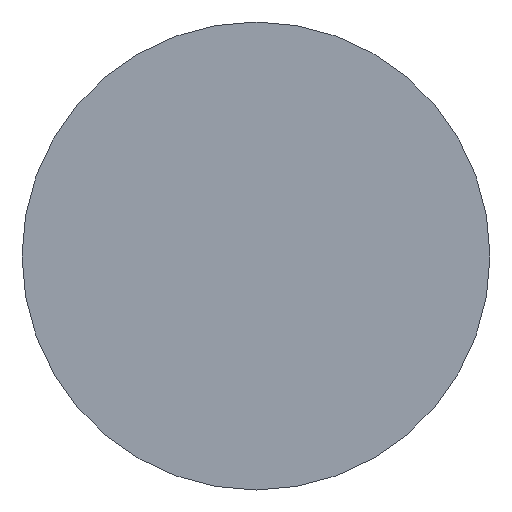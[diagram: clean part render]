
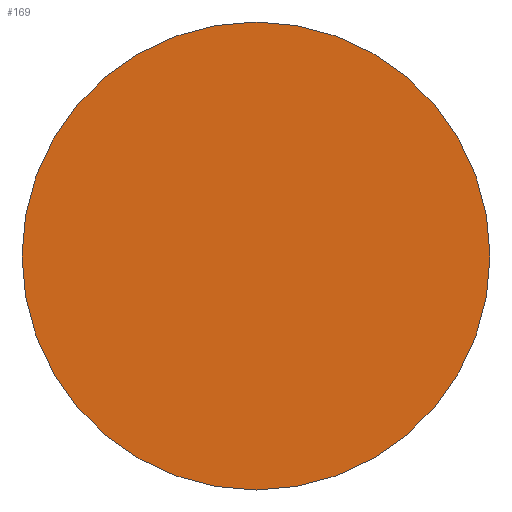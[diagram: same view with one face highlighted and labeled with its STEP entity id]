
A CAD part, left-side view. The second image highlights one B-rep face of the part: STEP entity #169.
In plain terms, the highlighted planar face has unit normal (-1, 0, 0).
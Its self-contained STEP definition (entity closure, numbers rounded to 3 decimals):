
#4 = CARTESIAN_POINT ( 'NONE',  ( -56., 0., -10. ) ) ;
#8 = FACE_OUTER_BOUND ( 'NONE', #144, .T. ) ;
#10 = CARTESIAN_POINT ( 'NONE',  ( -56., 0., 0. ) ) ;
#16 = EDGE_CURVE ( 'NONE', #214, #80, #149, .T. ) ;
#20 = AXIS2_PLACEMENT_3D ( 'NONE', #127, #261, #206 ) ;
#51 = CARTESIAN_POINT ( 'NONE',  ( -56., 0., 10. ) ) ;
#80 = VERTEX_POINT ( 'NONE', #4 ) ;
#90 = AXIS2_PLACEMENT_3D ( 'NONE', #10, #270, #107 ) ;
#107 = DIRECTION ( 'NONE',  ( 0., 0., -1. ) ) ;
#126 = DIRECTION ( 'NONE',  ( 0., 0., -1. ) ) ;
#127 = CARTESIAN_POINT ( 'NONE',  ( -56., 10., -10. ) ) ;
#138 = ORIENTED_EDGE ( 'NONE', *, *, #201, .T. ) ;
#144 = EDGE_LOOP ( 'NONE', ( #138, #225 ) ) ;
#148 = DIRECTION ( 'NONE',  ( -1., 0., 0. ) ) ;
#149 = CIRCLE ( 'NONE', #223, 10. ) ;
#169 = ADVANCED_FACE ( 'NONE', ( #8 ), #203, .T. ) ;
#196 = CARTESIAN_POINT ( 'NONE',  ( -56., 0., 0. ) ) ;
#201 = EDGE_CURVE ( 'NONE', #80, #214, #228, .T. ) ;
#203 = PLANE ( 'NONE',  #20 ) ;
#206 = DIRECTION ( 'NONE',  ( 0., -1., 0. ) ) ;
#214 = VERTEX_POINT ( 'NONE', #51 ) ;
#223 = AXIS2_PLACEMENT_3D ( 'NONE', #196, #148, #126 ) ;
#225 = ORIENTED_EDGE ( 'NONE', *, *, #16, .T. ) ;
#228 = CIRCLE ( 'NONE', #90, 10. ) ;
#261 = DIRECTION ( 'NONE',  ( -1., 0., 0. ) ) ;
#270 = DIRECTION ( 'NONE',  ( -1., 0., 0. ) ) ;
